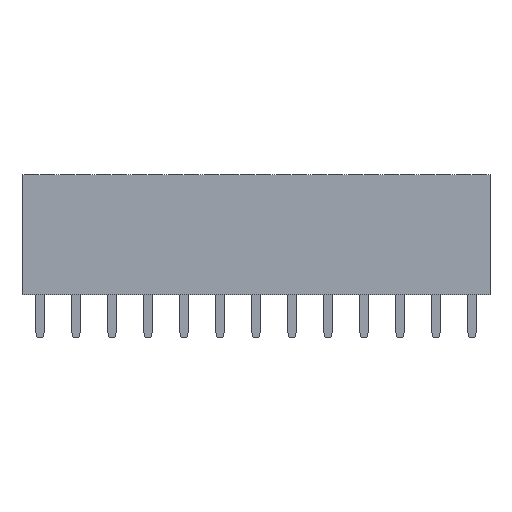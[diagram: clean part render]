
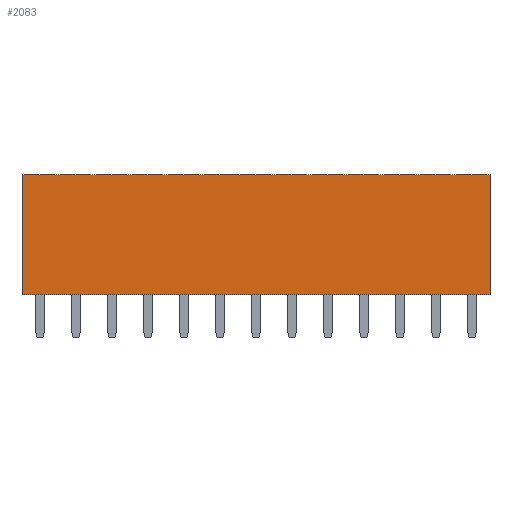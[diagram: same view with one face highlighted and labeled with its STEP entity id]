
A CAD part, left-side view. The second image highlights one B-rep face of the part: STEP entity #2083.
In plain terms, the highlighted planar face has unit normal (-1, 0, 0).
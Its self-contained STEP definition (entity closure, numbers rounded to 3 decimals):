
#889 = VERTEX_POINT('',#890);
#890 = CARTESIAN_POINT('',(-1.25,1.27,0.));
#898 = EDGE_CURVE('',#889,#899,#901,.T.);
#899 = VERTEX_POINT('',#900);
#900 = CARTESIAN_POINT('',(-1.25,1.27,8.5));
#901 = LINE('',#902,#903);
#902 = CARTESIAN_POINT('',(-1.25,1.27,0.));
#903 = VECTOR('',#904,1.);
#904 = DIRECTION('',(0.,0.,1.));
#979 = EDGE_CURVE('',#980,#889,#982,.T.);
#980 = VERTEX_POINT('',#981);
#981 = CARTESIAN_POINT('',(-1.25,-31.75,0.));
#982 = LINE('',#983,#984);
#983 = CARTESIAN_POINT('',(-1.25,-31.75,0.));
#984 = VECTOR('',#985,1.);
#985 = DIRECTION('',(0.,1.,0.));
#1622 = EDGE_CURVE('',#1623,#899,#1625,.T.);
#1623 = VERTEX_POINT('',#1624);
#1624 = CARTESIAN_POINT('',(-1.25,-31.75,8.5));
#1625 = LINE('',#1626,#1627);
#1626 = CARTESIAN_POINT('',(-1.25,-31.75,8.5));
#1627 = VECTOR('',#1628,1.);
#1628 = DIRECTION('',(0.,1.,0.));
#2083 = ADVANCED_FACE('',(#2084),#2095,.T.);
#2084 = FACE_BOUND('',#2085,.T.);
#2085 = EDGE_LOOP('',(#2086,#2092,#2093,#2094));
#2086 = ORIENTED_EDGE('',*,*,#2087,.T.);
#2087 = EDGE_CURVE('',#980,#1623,#2088,.T.);
#2088 = LINE('',#2089,#2090);
#2089 = CARTESIAN_POINT('',(-1.25,-31.75,0.));
#2090 = VECTOR('',#2091,1.);
#2091 = DIRECTION('',(0.,0.,1.));
#2092 = ORIENTED_EDGE('',*,*,#1622,.T.);
#2093 = ORIENTED_EDGE('',*,*,#898,.F.);
#2094 = ORIENTED_EDGE('',*,*,#979,.F.);
#2095 = PLANE('',#2096);
#2096 = AXIS2_PLACEMENT_3D('',#2097,#2098,#2099);
#2097 = CARTESIAN_POINT('',(-1.25,-31.75,0.));
#2098 = DIRECTION('',(-1.,0.,0.));
#2099 = DIRECTION('',(0.,1.,0.));
